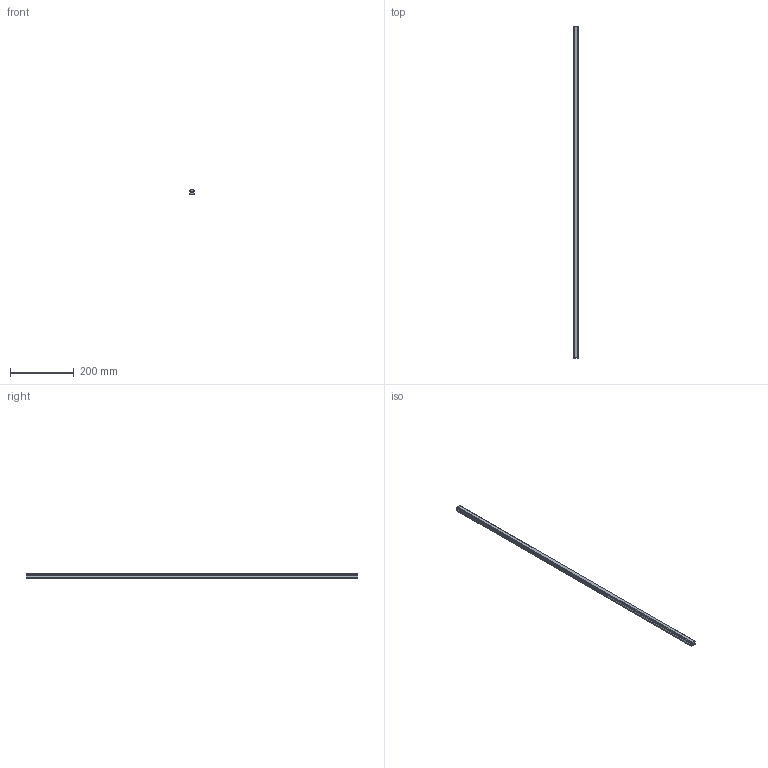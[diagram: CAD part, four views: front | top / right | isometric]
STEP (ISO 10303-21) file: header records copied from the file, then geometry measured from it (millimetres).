
FILE_DESCRIPTION(('STEP AP214'),'1');
FILE_NAME('cctmp_C13FEA96-7A1A-45C7-BC7F-F4DC471B5782_2021_01_19_10_10_04_0858..stp','2021-01-19T09:10:04',('HIWIN GmbH'),('CADClick - www.CADClick.com'),'Spatial InterOp 3D',' ','unknown authorization');
FILE_SCHEMA(('AUTOMOTIVE_DESIGN'));
Length unit declared in the file: millimetre
Products named in the file (1): HGR15T1040C_FILE
Bounding box: 15 x 1040 x 15 mm (x, y, z)
Volume: 195135.9 mm3; surface area: 66294.4 mm2
Topology: 1 solids, 1 shells, 187 faces, 507 edges, 308 vertices
Faces by surface type: plane 89, cylinder 62, cone 36
Entity records: 7105 total; most frequent: DIRECTION 971, CARTESIAN_POINT 967, ORIENTED_EDGE 942, EDGE_CURVE 471, LINE 347, VECTOR 347, AXIS2_PLACEMENT_3D 312, VERTEX_POINT 308
